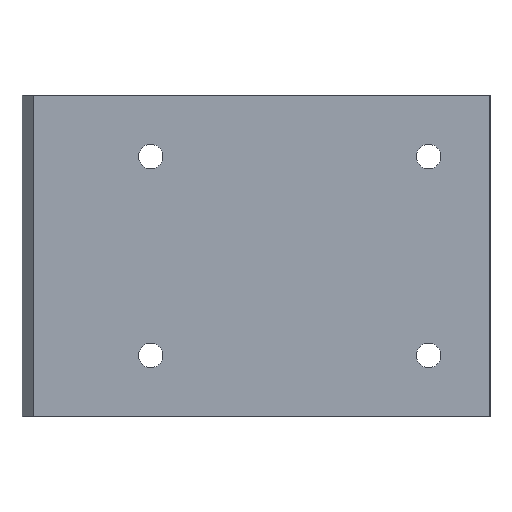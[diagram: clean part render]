
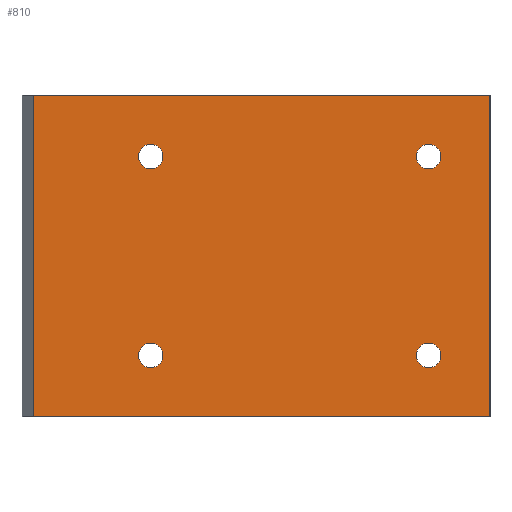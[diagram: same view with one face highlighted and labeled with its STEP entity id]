
A CAD part, front view. The second image highlights one B-rep face of the part: STEP entity #810.
In plain terms, the highlighted planar face has unit normal (0, -1, 0).
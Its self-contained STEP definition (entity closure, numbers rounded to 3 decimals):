
#9 = DIRECTION ( 'NONE',  ( 0., 0., 1. ) ) ;
#18 = ORIENTED_EDGE ( 'NONE', *, *, #96, .F. ) ;
#22 = EDGE_LOOP ( 'NONE', ( #375, #657 ) ) ;
#55 = VECTOR ( 'NONE', #348, 1000. ) ;
#58 = LINE ( 'NONE', #1066, #860 ) ;
#61 = CARTESIAN_POINT ( 'NONE',  ( 22., -4., -16.6 ) ) ;
#75 = DIRECTION ( 'NONE',  ( 0., -1., 0. ) ) ;
#82 = AXIS2_PLACEMENT_3D ( 'NONE', #988, #828, #9 ) ;
#84 = CARTESIAN_POINT ( 'NONE',  ( 22., -4., -14.5 ) ) ;
#91 = DIRECTION ( 'NONE',  ( 0., 0., -1. ) ) ;
#92 = VERTEX_POINT ( 'NONE', #968 ) ;
#96 = EDGE_CURVE ( 'NONE', #944, #421, #401, .T. ) ;
#101 = CIRCLE ( 'NONE', #258, 2.1 ) ;
#120 = CARTESIAN_POINT ( 'NONE',  ( 22., -4., 19.5 ) ) ;
#126 = DIRECTION ( 'NONE',  ( 0., -1., 0. ) ) ;
#129 = EDGE_CURVE ( 'NONE', #1158, #176, #915, .T. ) ;
#131 = EDGE_CURVE ( 'NONE', #702, #705, #822, .T. ) ;
#136 = EDGE_LOOP ( 'NONE', ( #1113, #884, #336, #194 ) ) ;
#167 = EDGE_CURVE ( 'NONE', #1131, #528, #464, .T. ) ;
#176 = VERTEX_POINT ( 'NONE', #902 ) ;
#193 = CARTESIAN_POINT ( 'NONE',  ( 69.5, -4., 19.5 ) ) ;
#194 = ORIENTED_EDGE ( 'NONE', *, *, #1080, .F. ) ;
#197 = CIRCLE ( 'NONE', #660, 2.1 ) ;
#229 = CARTESIAN_POINT ( 'NONE',  ( 22., -4., -14.5 ) ) ;
#247 = DIRECTION ( 'NONE',  ( 0., 0., -1. ) ) ;
#250 = CARTESIAN_POINT ( 'NONE',  ( 2., -4., -25. ) ) ;
#258 = AXIS2_PLACEMENT_3D ( 'NONE', #780, #326, #690 ) ;
#260 = DIRECTION ( 'NONE',  ( 0., 0., -1. ) ) ;
#278 = VERTEX_POINT ( 'NONE', #935 ) ;
#294 = VECTOR ( 'NONE', #892, 1000. ) ;
#295 = DIRECTION ( 'NONE',  ( 0., 0., -1. ) ) ;
#301 = CARTESIAN_POINT ( 'NONE',  ( 69.5, -4., 19.5 ) ) ;
#310 = EDGE_LOOP ( 'NONE', ( #479, #1129 ) ) ;
#313 = EDGE_LOOP ( 'NONE', ( #579, #1073 ) ) ;
#315 = CARTESIAN_POINT ( 'NONE',  ( 22., -4., 19.5 ) ) ;
#326 = DIRECTION ( 'NONE',  ( 0., -1., 0. ) ) ;
#327 = CARTESIAN_POINT ( 'NONE',  ( 2., -4., 30. ) ) ;
#332 = CARTESIAN_POINT ( 'NONE',  ( 80., -4., 30. ) ) ;
#336 = ORIENTED_EDGE ( 'NONE', *, *, #167, .T. ) ;
#345 = LINE ( 'NONE', #332, #294 ) ;
#347 = EDGE_CURVE ( 'NONE', #421, #944, #897, .T. ) ;
#348 = DIRECTION ( 'NONE',  ( 1., 0., 0. ) ) ;
#375 = ORIENTED_EDGE ( 'NONE', *, *, #590, .F. ) ;
#381 = AXIS2_PLACEMENT_3D ( 'NONE', #193, #633, #260 ) ;
#398 = VERTEX_POINT ( 'NONE', #593 ) ;
#401 = CIRCLE ( 'NONE', #1086, 2.1 ) ;
#416 = CARTESIAN_POINT ( 'NONE',  ( 69.5, -4., 17.4 ) ) ;
#421 = VERTEX_POINT ( 'NONE', #507 ) ;
#426 = CARTESIAN_POINT ( 'NONE',  ( 69.5, -4., -14.5 ) ) ;
#443 = DIRECTION ( 'NONE',  ( 0., 0., -1. ) ) ;
#462 = FACE_BOUND ( 'NONE', #310, .T. ) ;
#463 = VERTEX_POINT ( 'NONE', #327 ) ;
#464 = LINE ( 'NONE', #920, #612 ) ;
#468 = PLANE ( 'NONE',  #82 ) ;
#479 = ORIENTED_EDGE ( 'NONE', *, *, #129, .F. ) ;
#494 = CARTESIAN_POINT ( 'NONE',  ( 22., -4., 21.6 ) ) ;
#507 = CARTESIAN_POINT ( 'NONE',  ( 22., -4., 17.4 ) ) ;
#512 = EDGE_CURVE ( 'NONE', #463, #278, #1163, .T. ) ;
#528 = VERTEX_POINT ( 'NONE', #616 ) ;
#534 = DIRECTION ( 'NONE',  ( 0., -1., 0. ) ) ;
#554 = EDGE_CURVE ( 'NONE', #463, #1131, #58, .T. ) ;
#556 = EDGE_CURVE ( 'NONE', #705, #702, #916, .T. ) ;
#579 = ORIENTED_EDGE ( 'NONE', *, *, #556, .F. ) ;
#588 = AXIS2_PLACEMENT_3D ( 'NONE', #426, #791, #247 ) ;
#590 = EDGE_CURVE ( 'NONE', #398, #92, #613, .T. ) ;
#593 = CARTESIAN_POINT ( 'NONE',  ( 69.5, -4., -16.6 ) ) ;
#594 = DIRECTION ( 'NONE',  ( 0., 0., -1. ) ) ;
#612 = VECTOR ( 'NONE', #906, 1000. ) ;
#613 = CIRCLE ( 'NONE', #588, 2.1 ) ;
#616 = CARTESIAN_POINT ( 'NONE',  ( 80., -4., -25. ) ) ;
#622 = CARTESIAN_POINT ( 'NONE',  ( 0., -4., 30. ) ) ;
#633 = DIRECTION ( 'NONE',  ( 0., -1., 0. ) ) ;
#641 = FACE_BOUND ( 'NONE', #824, .T. ) ;
#657 = ORIENTED_EDGE ( 'NONE', *, *, #1168, .F. ) ;
#660 = AXIS2_PLACEMENT_3D ( 'NONE', #301, #1107, #295 ) ;
#685 = DIRECTION ( 'NONE',  ( 0., -1., 0. ) ) ;
#690 = DIRECTION ( 'NONE',  ( 0., 0., -1. ) ) ;
#702 = VERTEX_POINT ( 'NONE', #1156 ) ;
#705 = VERTEX_POINT ( 'NONE', #61 ) ;
#748 = FACE_BOUND ( 'NONE', #313, .T. ) ;
#780 = CARTESIAN_POINT ( 'NONE',  ( 69.5, -4., -14.5 ) ) ;
#791 = DIRECTION ( 'NONE',  ( 0., -1., 0. ) ) ;
#810 = ADVANCED_FACE ( 'NONE', ( #823, #641, #462, #748, #1014 ), #468, .F. ) ;
#822 = CIRCLE ( 'NONE', #1160, 2.1 ) ;
#823 = FACE_BOUND ( 'NONE', #22, .T. ) ;
#824 = EDGE_LOOP ( 'NONE', ( #965, #18 ) ) ;
#828 = DIRECTION ( 'NONE',  ( 0., 1., 0. ) ) ;
#852 = DIRECTION ( 'NONE',  ( 0., 0., -1. ) ) ;
#860 = VECTOR ( 'NONE', #883, 1000. ) ;
#883 = DIRECTION ( 'NONE',  ( 0., 0., -1. ) ) ;
#884 = ORIENTED_EDGE ( 'NONE', *, *, #554, .T. ) ;
#892 = DIRECTION ( 'NONE',  ( 0., 0., -1. ) ) ;
#897 = CIRCLE ( 'NONE', #1028, 2.1 ) ;
#898 = AXIS2_PLACEMENT_3D ( 'NONE', #229, #75, #443 ) ;
#902 = CARTESIAN_POINT ( 'NONE',  ( 69.5, -4., 21.6 ) ) ;
#906 = DIRECTION ( 'NONE',  ( 1., 0., 0. ) ) ;
#915 = CIRCLE ( 'NONE', #381, 2.1 ) ;
#916 = CIRCLE ( 'NONE', #898, 2.1 ) ;
#920 = CARTESIAN_POINT ( 'NONE',  ( 0., -4., -25. ) ) ;
#935 = CARTESIAN_POINT ( 'NONE',  ( 80., -4., 30. ) ) ;
#944 = VERTEX_POINT ( 'NONE', #494 ) ;
#947 = EDGE_CURVE ( 'NONE', #176, #1158, #197, .T. ) ;
#965 = ORIENTED_EDGE ( 'NONE', *, *, #347, .F. ) ;
#968 = CARTESIAN_POINT ( 'NONE',  ( 69.5, -4., -12.4 ) ) ;
#988 = CARTESIAN_POINT ( 'NONE',  ( 0., -4., 30. ) ) ;
#1014 = FACE_OUTER_BOUND ( 'NONE', #136, .T. ) ;
#1028 = AXIS2_PLACEMENT_3D ( 'NONE', #120, #126, #852 ) ;
#1066 = CARTESIAN_POINT ( 'NONE',  ( 2., -4., 30. ) ) ;
#1073 = ORIENTED_EDGE ( 'NONE', *, *, #131, .F. ) ;
#1080 = EDGE_CURVE ( 'NONE', #278, #528, #345, .T. ) ;
#1086 = AXIS2_PLACEMENT_3D ( 'NONE', #315, #685, #594 ) ;
#1107 = DIRECTION ( 'NONE',  ( 0., -1., 0. ) ) ;
#1113 = ORIENTED_EDGE ( 'NONE', *, *, #512, .F. ) ;
#1129 = ORIENTED_EDGE ( 'NONE', *, *, #947, .F. ) ;
#1131 = VERTEX_POINT ( 'NONE', #250 ) ;
#1156 = CARTESIAN_POINT ( 'NONE',  ( 22., -4., -12.4 ) ) ;
#1158 = VERTEX_POINT ( 'NONE', #416 ) ;
#1160 = AXIS2_PLACEMENT_3D ( 'NONE', #84, #534, #91 ) ;
#1163 = LINE ( 'NONE', #622, #55 ) ;
#1168 = EDGE_CURVE ( 'NONE', #92, #398, #101, .T. ) ;
